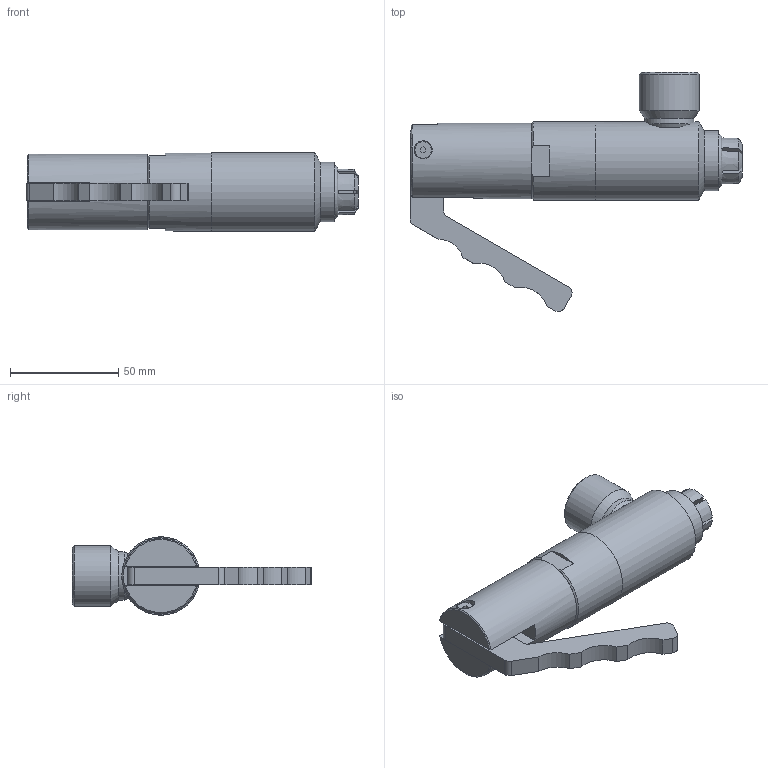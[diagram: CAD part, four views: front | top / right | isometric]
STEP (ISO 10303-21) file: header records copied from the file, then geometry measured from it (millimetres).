
FILE_DESCRIPTION(/* description */ (''),/* implementation_level */ '2;1');
FILE_NAME(/* name */ 'FNL-082081.stp',/* time_stamp */ '2017-07-19T16:19:15-05:00',/* author */ ('scottg'),/* organization */ ('FasTest,Inc.'),/* preprocessor_version */ 'ST-DEVELOPER v16.1',/* originating_system */ 'Autodesk Inventor 2016',/* authorisation */ '');
FILE_SCHEMA (('AUTOMOTIVE_DESIGN { 1 0 10303 214 3 1 1 }'));
Length unit declared in the file: inch
Products named in the file (1): FNL-082081
Bounding box: 153.64 x 110.68 x 36.2 mm (x, y, z)
Volume: 154933.7 mm3; surface area: 30824.9 mm2
Topology: 5 solids, 6 shells, 161 faces, 410 edges, 270 vertices
Faces by surface type: plane 88, cone 43, cylinder 28, torus 2
Full cylindrical faces by diameter (mm): 4.826 x2, 4.978 x1, 8.157 x1, 8.331 x1, 17.475 x1, 22.657 x1, 27.711 x1, 27.838 x1, 28.778 x1, 31.852 x1, 34.874 x1, 36.195 x2
Entity records: 4745 total; most frequent: CARTESIAN_POINT 1067, ORIENTED_EDGE 748, DIRECTION 739, EDGE_CURVE 373, AXIS2_PLACEMENT_3D 277, VERTEX_POINT 260, EDGE_LOOP 203, LINE 185
